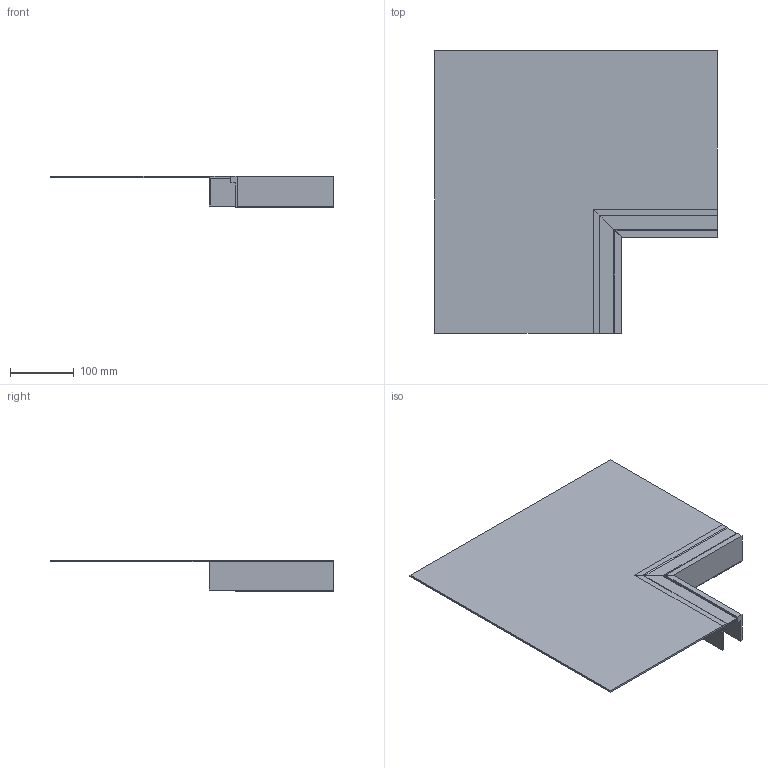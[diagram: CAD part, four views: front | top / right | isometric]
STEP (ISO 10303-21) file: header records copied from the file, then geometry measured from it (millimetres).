
FILE_DESCRIPTION((''),'2;1');
FILE_NAME('BKB300532_ASM','2022-12-05T10:44:56',('hollstem'),(''),'CREO PARAMETRIC BY PTC INC, 2022024','CREO PARAMETRIC BY PTC INC, 2022024','');
FILE_SCHEMA(('AUTOMOTIVE_DESIGN { 1 0 10303 214 1 1 1 1 }'));
Length unit declared in the file: millimetre
Products named in the file (8): T-01263; T-01278; T-01277; T-01267; T-01265_ASM; T-01269; T-01268_ASM; BKB300532_ASM
Assembly tree (7 placements, depth 3):
  BKB300532_ASM
    T-01263
    T-01278
    T-01277
    T-01265_ASM
      T-01267
    T-01268_ASM
      T-01269
Bounding box: 444.5 x 444.5 x 50 mm (x, y, z)
Volume: 610782.1 mm3; surface area: 435043.1 mm2
Topology: 5 solids, 5 shells, 54 faces, 132 edges, 88 vertices
Faces by surface type: plane 54
Entity records: 7033 total; most frequent: DIRECTION 727, CARTESIAN_POINT 616, PROPERTY_DEFINITION 540, REPRESENTATION 535, PROPERTY_DEFINITION_REPRESENTATION 535, GENERAL_PROPERTY 459, GENERAL_PROPERTY_ASSOCIATION 459, DESCRIPTIVE_REPRESENTATION_ITEM 456
